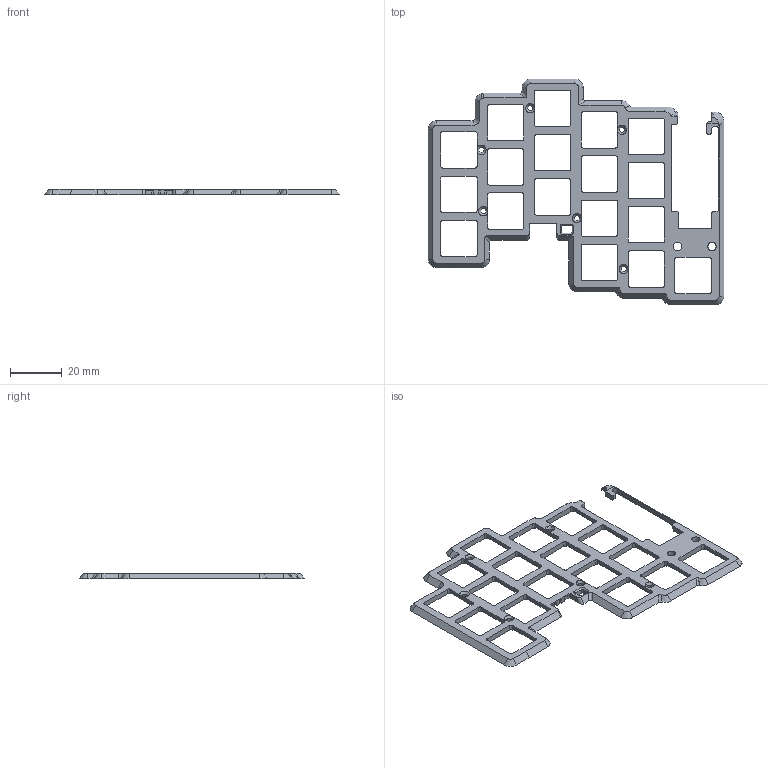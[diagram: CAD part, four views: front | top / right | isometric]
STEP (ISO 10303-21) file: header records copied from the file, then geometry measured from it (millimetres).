
FILE_DESCRIPTION(('STEP AP242'), '1');
FILE_NAME('plate_gbenki36', '2024-11-08T11:36:02', (''), (''), 'C3D Converter', 'C3D Toolkit', '');
FILE_SCHEMA(('AP242_MANAGED_MODEL_BASED_3D_ENGINEERING_MIM_LF { 1 0 10303 442 1 1 4 }'));
Length unit declared in the file: millimetre
Products named in the file (1): plate
Bounding box: 113.82 x 86.95 x 2.2 mm (x, y, z)
Surface area: 9624.9 mm2 (no closed solid volume)
Topology: 0 solids, 1 shells, 485 faces, 1364 edges, 874 vertices
Faces by surface type: plane 307, cylinder 131, bspline 30, cone 12, extrusion 5
Full cylindrical faces by diameter (mm): 2.1 x2, 3.2 x2
Entity records: 28570 total; most frequent: CARTESIAN_POINT 13002, ORIENTED_EDGE 2711, DIRECTION 1920, EDGE_CURVE 1356, VECTOR 884, VERTEX_POINT 884, LINE 879, EDGE_LOOP 540
